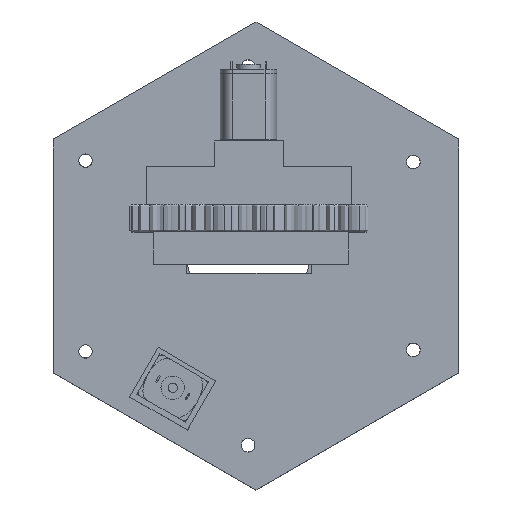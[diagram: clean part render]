
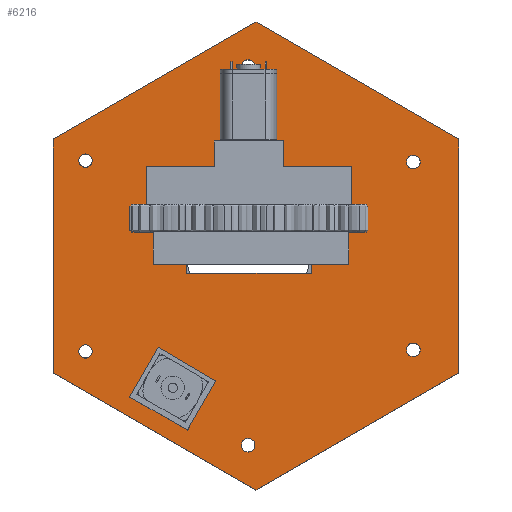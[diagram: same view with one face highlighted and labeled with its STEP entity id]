
A CAD part, top view. The second image highlights one B-rep face of the part: STEP entity #6216.
In plain terms, the highlighted planar face has unit normal (0, 0, 1).
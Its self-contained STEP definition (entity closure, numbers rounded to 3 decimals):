
#376=CIRCLE('',#6758,0.145);
#377=CIRCLE('',#6759,0.145);
#378=CIRCLE('',#6760,0.145);
#379=CIRCLE('',#6761,0.145);
#380=CIRCLE('',#6762,0.145);
#381=CIRCLE('',#6763,0.145);
#669=FACE_BOUND('',#1202,.T.);
#670=FACE_BOUND('',#1203,.T.);
#671=FACE_BOUND('',#1204,.T.);
#672=FACE_BOUND('',#1205,.T.);
#673=FACE_BOUND('',#1206,.T.);
#674=FACE_BOUND('',#1207,.T.);
#675=FACE_BOUND('',#1208,.T.);
#676=FACE_BOUND('',#1209,.T.);
#677=FACE_BOUND('',#1210,.T.);
#799=FACE_OUTER_BOUND('',#1201,.T.);
#1201=EDGE_LOOP('',(#4273,#4274,#4275,#4276,#4277,#4278));
#1202=EDGE_LOOP('',(#4279,#4280,#4281,#4282));
#1203=EDGE_LOOP('',(#4283));
#1204=EDGE_LOOP('',(#4284));
#1205=EDGE_LOOP('',(#4285));
#1206=EDGE_LOOP('',(#4286));
#1207=EDGE_LOOP('',(#4287));
#1208=EDGE_LOOP('',(#4288));
#1209=EDGE_LOOP('',(#4289,#4290,#4291,#4292,#4293,#4294,#4295,#4296));
#1210=EDGE_LOOP('',(#4297,#4298,#4299,#4300));
#1726=LINE('',#9509,#2273);
#1730=LINE('',#9517,#2277);
#1733=LINE('',#9523,#2280);
#1736=LINE('',#9528,#2283);
#1738=LINE('',#9534,#2285);
#1739=LINE('',#9536,#2286);
#1740=LINE('',#9538,#2287);
#1741=LINE('',#9540,#2288);
#1742=LINE('',#9542,#2289);
#1743=LINE('',#9543,#2290);
#1744=LINE('',#9546,#2291);
#1745=LINE('',#9548,#2292);
#1746=LINE('',#9550,#2293);
#1747=LINE('',#9551,#2294);
#1748=LINE('',#9566,#2295);
#1749=LINE('',#9568,#2296);
#1750=LINE('',#9570,#2297);
#1751=LINE('',#9572,#2298);
#1752=LINE('',#9574,#2299);
#1753=LINE('',#9576,#2300);
#1754=LINE('',#9578,#2301);
#1755=LINE('',#9579,#2302);
#2273=VECTOR('',#7501,0.1);
#2277=VECTOR('',#7507,0.1);
#2280=VECTOR('',#7512,0.1);
#2283=VECTOR('',#7517,0.1);
#2285=VECTOR('',#7523,0.1);
#2286=VECTOR('',#7524,0.1);
#2287=VECTOR('',#7525,0.1);
#2288=VECTOR('',#7526,0.1);
#2289=VECTOR('',#7527,0.1);
#2290=VECTOR('',#7528,0.1);
#2291=VECTOR('',#7529,0.1);
#2292=VECTOR('',#7530,0.1);
#2293=VECTOR('',#7531,0.1);
#2294=VECTOR('',#7532,0.1);
#2295=VECTOR('',#7545,0.1);
#2296=VECTOR('',#7546,0.1);
#2297=VECTOR('',#7547,0.1);
#2298=VECTOR('',#7548,0.1);
#2299=VECTOR('',#7549,0.1);
#2300=VECTOR('',#7550,0.1);
#2301=VECTOR('',#7551,0.1);
#2302=VECTOR('',#7552,0.1);
#2816=VERTEX_POINT('',#9507);
#2817=VERTEX_POINT('',#9508);
#2820=VERTEX_POINT('',#9516);
#2822=VERTEX_POINT('',#9522);
#2824=VERTEX_POINT('',#9532);
#2825=VERTEX_POINT('',#9533);
#2826=VERTEX_POINT('',#9535);
#2827=VERTEX_POINT('',#9537);
#2828=VERTEX_POINT('',#9539);
#2829=VERTEX_POINT('',#9541);
#2830=VERTEX_POINT('',#9544);
#2831=VERTEX_POINT('',#9545);
#2832=VERTEX_POINT('',#9547);
#2833=VERTEX_POINT('',#9549);
#2834=VERTEX_POINT('',#9552);
#2835=VERTEX_POINT('',#9554);
#2836=VERTEX_POINT('',#9556);
#2837=VERTEX_POINT('',#9558);
#2838=VERTEX_POINT('',#9560);
#2839=VERTEX_POINT('',#9562);
#2840=VERTEX_POINT('',#9564);
#2841=VERTEX_POINT('',#9565);
#2842=VERTEX_POINT('',#9567);
#2843=VERTEX_POINT('',#9569);
#2844=VERTEX_POINT('',#9571);
#2845=VERTEX_POINT('',#9573);
#2846=VERTEX_POINT('',#9575);
#2847=VERTEX_POINT('',#9577);
#3390=EDGE_CURVE('',#2816,#2817,#1726,.T.);
#3394=EDGE_CURVE('',#2817,#2820,#1730,.T.);
#3397=EDGE_CURVE('',#2820,#2822,#1733,.T.);
#3400=EDGE_CURVE('',#2822,#2816,#1736,.T.);
#3402=EDGE_CURVE('',#2824,#2825,#1738,.T.);
#3403=EDGE_CURVE('',#2825,#2826,#1739,.T.);
#3404=EDGE_CURVE('',#2826,#2827,#1740,.T.);
#3405=EDGE_CURVE('',#2827,#2828,#1741,.T.);
#3406=EDGE_CURVE('',#2828,#2829,#1742,.T.);
#3407=EDGE_CURVE('',#2829,#2824,#1743,.T.);
#3408=EDGE_CURVE('',#2830,#2831,#1744,.T.);
#3409=EDGE_CURVE('',#2831,#2832,#1745,.T.);
#3410=EDGE_CURVE('',#2832,#2833,#1746,.T.);
#3411=EDGE_CURVE('',#2833,#2830,#1747,.T.);
#3412=EDGE_CURVE('',#2834,#2834,#376,.T.);
#3413=EDGE_CURVE('',#2835,#2835,#377,.T.);
#3414=EDGE_CURVE('',#2836,#2836,#378,.T.);
#3415=EDGE_CURVE('',#2837,#2837,#379,.T.);
#3416=EDGE_CURVE('',#2838,#2838,#380,.T.);
#3417=EDGE_CURVE('',#2839,#2839,#381,.T.);
#3418=EDGE_CURVE('',#2840,#2841,#1748,.T.);
#3419=EDGE_CURVE('',#2841,#2842,#1749,.T.);
#3420=EDGE_CURVE('',#2842,#2843,#1750,.T.);
#3421=EDGE_CURVE('',#2843,#2844,#1751,.T.);
#3422=EDGE_CURVE('',#2844,#2845,#1752,.T.);
#3423=EDGE_CURVE('',#2845,#2846,#1753,.T.);
#3424=EDGE_CURVE('',#2846,#2847,#1754,.T.);
#3425=EDGE_CURVE('',#2847,#2840,#1755,.T.);
#4273=ORIENTED_EDGE('',*,*,#3402,.T.);
#4274=ORIENTED_EDGE('',*,*,#3403,.T.);
#4275=ORIENTED_EDGE('',*,*,#3404,.T.);
#4276=ORIENTED_EDGE('',*,*,#3405,.T.);
#4277=ORIENTED_EDGE('',*,*,#3406,.T.);
#4278=ORIENTED_EDGE('',*,*,#3407,.T.);
#4279=ORIENTED_EDGE('',*,*,#3408,.T.);
#4280=ORIENTED_EDGE('',*,*,#3409,.T.);
#4281=ORIENTED_EDGE('',*,*,#3410,.T.);
#4282=ORIENTED_EDGE('',*,*,#3411,.T.);
#4283=ORIENTED_EDGE('',*,*,#3412,.T.);
#4284=ORIENTED_EDGE('',*,*,#3413,.T.);
#4285=ORIENTED_EDGE('',*,*,#3414,.T.);
#4286=ORIENTED_EDGE('',*,*,#3415,.T.);
#4287=ORIENTED_EDGE('',*,*,#3416,.T.);
#4288=ORIENTED_EDGE('',*,*,#3417,.T.);
#4289=ORIENTED_EDGE('',*,*,#3418,.T.);
#4290=ORIENTED_EDGE('',*,*,#3419,.T.);
#4291=ORIENTED_EDGE('',*,*,#3420,.T.);
#4292=ORIENTED_EDGE('',*,*,#3421,.T.);
#4293=ORIENTED_EDGE('',*,*,#3422,.T.);
#4294=ORIENTED_EDGE('',*,*,#3423,.T.);
#4295=ORIENTED_EDGE('',*,*,#3424,.T.);
#4296=ORIENTED_EDGE('',*,*,#3425,.T.);
#4297=ORIENTED_EDGE('',*,*,#3390,.T.);
#4298=ORIENTED_EDGE('',*,*,#3394,.T.);
#4299=ORIENTED_EDGE('',*,*,#3397,.T.);
#4300=ORIENTED_EDGE('',*,*,#3400,.T.);
#5952=PLANE('',#6757);
#6216=ADVANCED_FACE('',(#799,#669,#670,#671,#672,#673,#674,#675,#676,#677),
#5952,.T.);
#6757=AXIS2_PLACEMENT_3D('',#9531,#7521,#7522);
#6758=AXIS2_PLACEMENT_3D('',#9553,#7533,#7534);
#6759=AXIS2_PLACEMENT_3D('',#9555,#7535,#7536);
#6760=AXIS2_PLACEMENT_3D('',#9557,#7537,#7538);
#6761=AXIS2_PLACEMENT_3D('',#9559,#7539,#7540);
#6762=AXIS2_PLACEMENT_3D('',#9561,#7541,#7542);
#6763=AXIS2_PLACEMENT_3D('',#9563,#7543,#7544);
#7501=DIRECTION('',(-0.496,-0.868,0.));
#7507=DIRECTION('',(-0.868,0.496,0.));
#7512=DIRECTION('',(0.496,0.868,0.));
#7517=DIRECTION('',(0.862,-0.508,0.));
#7521=DIRECTION('center_axis',(0.,0.,1.));
#7522=DIRECTION('ref_axis',(1.,0.,0.));
#7523=DIRECTION('',(-0.866,0.5,0.));
#7524=DIRECTION('',(-0.866,-0.5,0.));
#7525=DIRECTION('',(0.,-1.,0.));
#7526=DIRECTION('',(0.866,-0.5,0.));
#7527=DIRECTION('',(0.866,0.5,0.));
#7528=DIRECTION('',(0.,1.,0.));
#7529=DIRECTION('',(0.,-1.,0.));
#7530=DIRECTION('',(-1.,0.,0.));
#7531=DIRECTION('',(0.,1.,0.));
#7532=DIRECTION('',(1.,0.,0.));
#7533=DIRECTION('center_axis',(0.,0.,-1.));
#7534=DIRECTION('ref_axis',(-1.,0.,0.));
#7535=DIRECTION('center_axis',(0.,0.,-1.));
#7536=DIRECTION('ref_axis',(-1.,0.,0.));
#7537=DIRECTION('center_axis',(0.,0.,-1.));
#7538=DIRECTION('ref_axis',(-1.,0.,0.));
#7539=DIRECTION('center_axis',(0.,0.,-1.));
#7540=DIRECTION('ref_axis',(-1.,0.,0.));
#7541=DIRECTION('center_axis',(0.,0.,-1.));
#7542=DIRECTION('ref_axis',(-1.,0.,0.));
#7543=DIRECTION('center_axis',(0.,0.,-1.));
#7544=DIRECTION('ref_axis',(-1.,0.,0.));
#7545=DIRECTION('',(0.,1.,0.));
#7546=DIRECTION('',(1.,0.,0.));
#7547=DIRECTION('',(0.,-1.,0.));
#7548=DIRECTION('',(1.,0.,0.));
#7549=DIRECTION('',(0.,-1.,0.));
#7550=DIRECTION('',(-1.,0.,0.));
#7551=DIRECTION('',(0.,1.,0.));
#7552=DIRECTION('',(1.,0.,0.));
#9507=CARTESIAN_POINT('',(-0.863,42.17,2.));
#9508=CARTESIAN_POINT('',(-1.46,41.127,2.));
#9509=CARTESIAN_POINT('',(-0.481,42.839,2.));
#9516=CARTESIAN_POINT('',(-2.689,41.83,2.));
#9517=CARTESIAN_POINT('',(-2.323,41.62,2.));
#9522=CARTESIAN_POINT('',(-2.084,42.889,2.));
#9523=CARTESIAN_POINT('',(-1.408,44.072,2.));
#9528=CARTESIAN_POINT('',(-1.126,42.325,2.));
#9531=CARTESIAN_POINT('Origin',(0.,44.836,2.));
#9532=CARTESIAN_POINT('',(4.314,47.327,2.));
#9533=CARTESIAN_POINT('',(0.,49.817,2.));
#9534=CARTESIAN_POINT('',(4.314,47.327,2.));
#9535=CARTESIAN_POINT('',(-4.314,47.327,2.));
#9536=CARTESIAN_POINT('',(0.,49.817,2.));
#9537=CARTESIAN_POINT('',(-4.314,42.345,2.));
#9538=CARTESIAN_POINT('',(-4.314,47.327,2.));
#9539=CARTESIAN_POINT('',(0.,39.854,2.));
#9540=CARTESIAN_POINT('',(-4.314,42.345,2.));
#9541=CARTESIAN_POINT('',(4.314,42.345,2.));
#9542=CARTESIAN_POINT('',(0.,39.854,2.));
#9543=CARTESIAN_POINT('',(4.314,42.345,2.));
#9544=CARTESIAN_POINT('',(1.174,45.211,2.));
#9545=CARTESIAN_POINT('',(1.174,44.462,2.));
#9546=CARTESIAN_POINT('',(1.174,45.024,2.));
#9547=CARTESIAN_POINT('',(-1.472,44.462,2.));
#9548=CARTESIAN_POINT('',(0.587,44.462,2.));
#9549=CARTESIAN_POINT('',(-1.472,45.211,2.));
#9550=CARTESIAN_POINT('',(-1.472,44.649,2.));
#9551=CARTESIAN_POINT('',(-0.736,45.211,2.));
#9552=CARTESIAN_POINT('',(-0.023,40.804,2.));
#9553=CARTESIAN_POINT('Origin',(-0.167,40.804,2.));
#9554=CARTESIAN_POINT('',(-0.022,48.866,2.));
#9555=CARTESIAN_POINT('Origin',(-0.167,48.866,2.));
#9556=CARTESIAN_POINT('',(3.495,46.836,2.));
#9557=CARTESIAN_POINT('Origin',(3.35,46.836,2.));
#9558=CARTESIAN_POINT('',(-3.486,46.863,2.));
#9559=CARTESIAN_POINT('Origin',(-3.632,46.863,2.));
#9560=CARTESIAN_POINT('',(3.495,42.836,2.));
#9561=CARTESIAN_POINT('Origin',(3.35,42.836,2.));
#9562=CARTESIAN_POINT('',(-3.487,42.801,2.));
#9563=CARTESIAN_POINT('Origin',(-3.632,42.801,2.));
#9564=CARTESIAN_POINT('',(-0.888,46.736,2.));
#9565=CARTESIAN_POINT('',(-0.888,47.28,2.));
#9566=CARTESIAN_POINT('',(-0.888,46.058,2.));
#9567=CARTESIAN_POINT('',(0.583,47.28,2.));
#9568=CARTESIAN_POINT('',(0.292,47.28,2.));
#9569=CARTESIAN_POINT('',(0.583,46.736,2.));
#9570=CARTESIAN_POINT('',(0.583,45.786,2.));
#9571=CARTESIAN_POINT('',(2.03,46.736,2.));
#9572=CARTESIAN_POINT('',(1.015,46.736,2.));
#9573=CARTESIAN_POINT('',(2.03,45.936,2.));
#9574=CARTESIAN_POINT('',(2.03,45.386,2.));
#9575=CARTESIAN_POINT('',(-2.33,45.936,2.));
#9576=CARTESIAN_POINT('',(-1.165,45.936,2.));
#9577=CARTESIAN_POINT('',(-2.33,46.736,2.));
#9578=CARTESIAN_POINT('',(-2.33,45.786,2.));
#9579=CARTESIAN_POINT('',(-0.444,46.736,2.));
